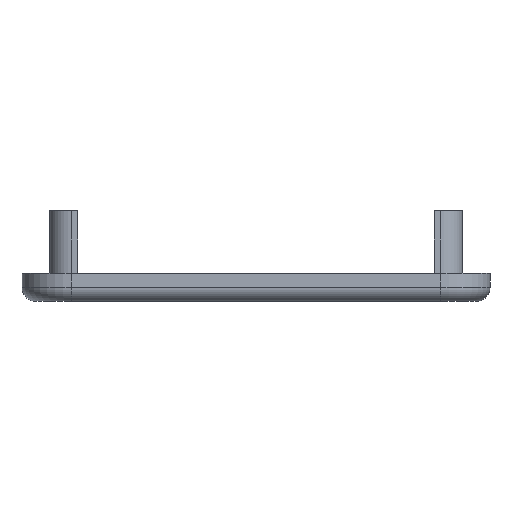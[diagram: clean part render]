
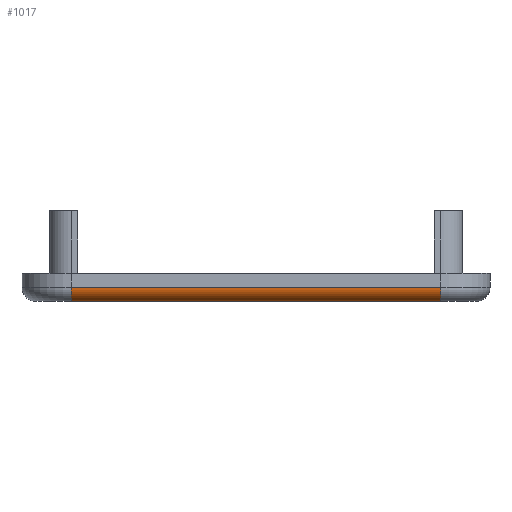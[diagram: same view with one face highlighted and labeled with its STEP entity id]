
A CAD part, front view. The second image highlights one B-rep face of the part: STEP entity #1017.
In plain terms, the highlighted cylindrical face has radius 1 mm (diameter 2 mm), a partial arc.
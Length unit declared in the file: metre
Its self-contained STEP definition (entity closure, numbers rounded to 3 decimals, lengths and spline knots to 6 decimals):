
#30=CYLINDRICAL_SURFACE('',#1122,0.001);
#67=CIRCLE('',#1121,0.001);
#68=CIRCLE('',#1123,0.001);
#318=ORIENTED_EDGE('',*,*,#475,.T.);
#319=ORIENTED_EDGE('',*,*,#402,.F.);
#320=ORIENTED_EDGE('',*,*,#476,.F.);
#321=ORIENTED_EDGE('',*,*,#395,.F.);
#395=EDGE_CURVE('',#524,#525,#612,.T.);
#402=EDGE_CURVE('',#530,#531,#616,.F.);
#475=EDGE_CURVE('',#524,#531,#67,.T.);
#476=EDGE_CURVE('',#525,#530,#68,.T.);
#524=VERTEX_POINT('',#1527);
#525=VERTEX_POINT('',#1531);
#530=VERTEX_POINT('',#1544);
#531=VERTEX_POINT('',#1546);
#612=LINE('',#1530,#708);
#616=LINE('',#1545,#712);
#708=VECTOR('',#1213,1.);
#712=VECTOR('',#1227,1.);
#841=EDGE_LOOP('',(#318,#319,#320,#321));
#923=FACE_BOUND('',#841,.T.);
#1017=ADVANCED_FACE('',(#923),#30,.T.);
#1121=AXIS2_PLACEMENT_3D('',#1702,#1401,#1402);
#1122=AXIS2_PLACEMENT_3D('',#1703,#1403,#1404);
#1123=AXIS2_PLACEMENT_3D('',#1704,#1405,#1406);
#1213=DIRECTION('',(1.,0.,0.));
#1227=DIRECTION('',(1.,0.,0.));
#1401=DIRECTION('',(1.,0.,0.));
#1402=DIRECTION('',(0.,0.,-1.));
#1403=DIRECTION('',(1.,0.,0.));
#1404=DIRECTION('',(0.,0.,-1.));
#1405=DIRECTION('',(1.,0.,0.));
#1406=DIRECTION('',(0.,0.,-1.));
#1527=CARTESIAN_POINT('',(0.009122,-0.020896,0.001));
#1530=CARTESIAN_POINT('',(0.022334,-0.020896,0.001));
#1531=CARTESIAN_POINT('',(0.035546,-0.020896,0.001));
#1544=CARTESIAN_POINT('',(0.035546,-0.019896,0.));
#1545=CARTESIAN_POINT('',(0.022334,-0.019896,0.));
#1546=CARTESIAN_POINT('',(0.009122,-0.019896,0.));
#1702=CARTESIAN_POINT('',(0.009122,-0.019896,0.001));
#1703=CARTESIAN_POINT('',(0.022334,-0.019896,0.001));
#1704=CARTESIAN_POINT('',(0.035546,-0.019896,0.001));
